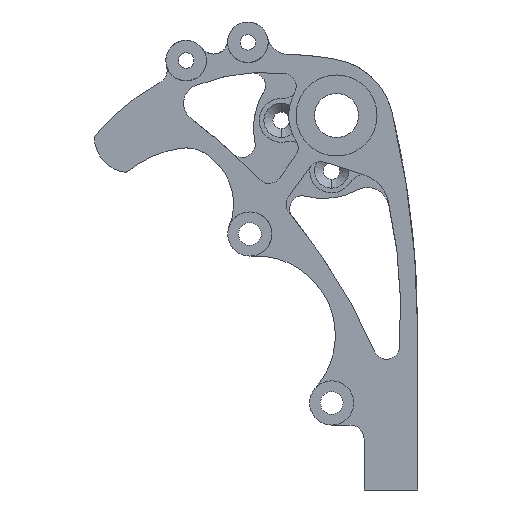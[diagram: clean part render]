
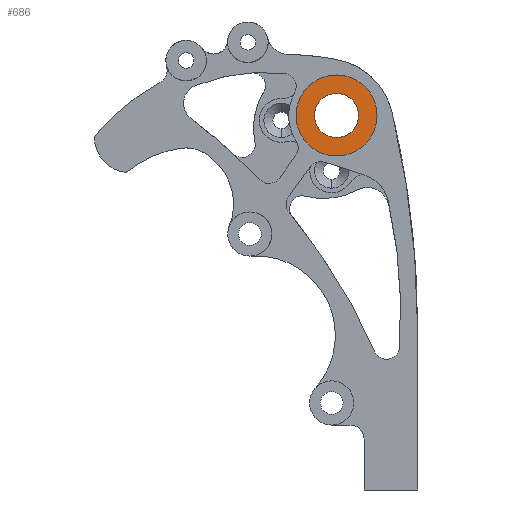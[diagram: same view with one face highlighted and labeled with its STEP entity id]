
A CAD part, left-side view. The second image highlights one B-rep face of the part: STEP entity #686.
In plain terms, the highlighted planar face has unit normal (-1, 0, 0).
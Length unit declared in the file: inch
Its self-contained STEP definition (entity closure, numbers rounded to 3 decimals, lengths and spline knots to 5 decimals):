
#313 = EDGE_LOOP ( 'NONE', ( #5561, #2790 ) ) ;
#436 = EDGE_CURVE ( 'NONE', #927, #3253, #6079, .T. ) ;
#456 = DIRECTION ( 'NONE',  ( -1., 0., 0. ) ) ;
#564 = AXIS2_PLACEMENT_3D ( 'NONE', #749, #3562, #2618 ) ;
#686 = ADVANCED_FACE ( 'NONE', ( #2087, #5852 ), #2392, .F. ) ;
#707 = ORIENTED_EDGE ( 'NONE', *, *, #6048, .T. ) ;
#749 = CARTESIAN_POINT ( 'NONE',  ( -0.45276, 0., 0. ) ) ;
#879 = AXIS2_PLACEMENT_3D ( 'NONE', #1973, #3855, #5769 ) ;
#927 = VERTEX_POINT ( 'NONE', #3651 ) ;
#1493 = DIRECTION ( 'NONE',  ( 0., 0., 1. ) ) ;
#1973 = CARTESIAN_POINT ( 'NONE',  ( -0.45276, 0., 0. ) ) ;
#1988 = EDGE_LOOP ( 'NONE', ( #4993, #707 ) ) ;
#2059 = CIRCLE ( 'NONE', #3057, 0.43307 ) ;
#2087 = FACE_BOUND ( 'NONE', #313, .T. ) ;
#2392 = PLANE ( 'NONE',  #3280 ) ;
#2618 = DIRECTION ( 'NONE',  ( 0., 0., -1. ) ) ;
#2790 = ORIENTED_EDGE ( 'NONE', *, *, #436, .T. ) ;
#2794 = DIRECTION ( 'NONE',  ( -1., 0., 0. ) ) ;
#2844 = EDGE_CURVE ( 'NONE', #3253, #927, #5378, .T. ) ;
#3057 = AXIS2_PLACEMENT_3D ( 'NONE', #3268, #456, #3739 ) ;
#3181 = CIRCLE ( 'NONE', #3684, 0.43307 ) ;
#3253 = VERTEX_POINT ( 'NONE', #3353 ) ;
#3268 = CARTESIAN_POINT ( 'NONE',  ( -0.45276, 0., 0. ) ) ;
#3280 = AXIS2_PLACEMENT_3D ( 'NONE', #5273, #4798, #1493 ) ;
#3353 = CARTESIAN_POINT ( 'NONE',  ( -0.45276, 0., 0.23622 ) ) ;
#3443 = CARTESIAN_POINT ( 'NONE',  ( -0.45276, 0., 0.43307 ) ) ;
#3562 = DIRECTION ( 'NONE',  ( 1., 0., 0. ) ) ;
#3651 = CARTESIAN_POINT ( 'NONE',  ( -0.45276, 0., -0.23622 ) ) ;
#3684 = AXIS2_PLACEMENT_3D ( 'NONE', #5639, #2794, #6103 ) ;
#3739 = DIRECTION ( 'NONE',  ( 0., 0., 1. ) ) ;
#3855 = DIRECTION ( 'NONE',  ( 1., 0., 0. ) ) ;
#3973 = CARTESIAN_POINT ( 'NONE',  ( -0.45276, 0., -0.43307 ) ) ;
#4228 = EDGE_CURVE ( 'NONE', #5055, #4519, #3181, .T. ) ;
#4519 = VERTEX_POINT ( 'NONE', #3973 ) ;
#4798 = DIRECTION ( 'NONE',  ( 1., 0., 0. ) ) ;
#4993 = ORIENTED_EDGE ( 'NONE', *, *, #4228, .T. ) ;
#5055 = VERTEX_POINT ( 'NONE', #3443 ) ;
#5273 = CARTESIAN_POINT ( 'NONE',  ( -0.45276, 1.55673, -3.13937 ) ) ;
#5378 = CIRCLE ( 'NONE', #564, 0.23622 ) ;
#5561 = ORIENTED_EDGE ( 'NONE', *, *, #2844, .T. ) ;
#5639 = CARTESIAN_POINT ( 'NONE',  ( -0.45276, 0., 0. ) ) ;
#5769 = DIRECTION ( 'NONE',  ( 0., 0., -1. ) ) ;
#5852 = FACE_OUTER_BOUND ( 'NONE', #1988, .T. ) ;
#6048 = EDGE_CURVE ( 'NONE', #4519, #5055, #2059, .T. ) ;
#6079 = CIRCLE ( 'NONE', #879, 0.23622 ) ;
#6103 = DIRECTION ( 'NONE',  ( 0., 0., 1. ) ) ;
